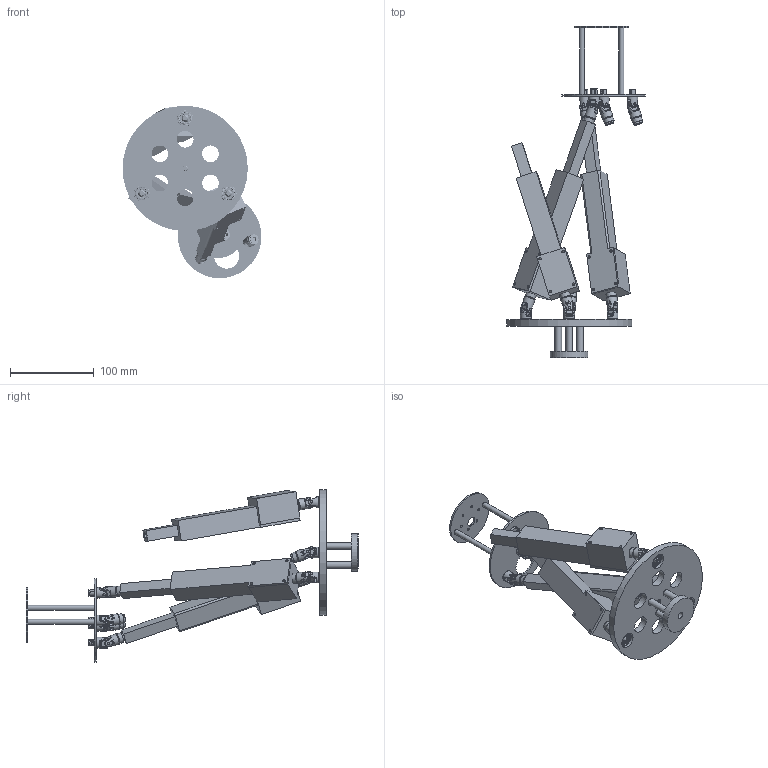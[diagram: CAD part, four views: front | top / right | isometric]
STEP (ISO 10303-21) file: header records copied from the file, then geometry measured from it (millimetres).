
FILE_DESCRIPTION(/* description */ (''),/* implementation_level */ '2;1');
FILE_NAME(/* name */ 'Linear Actuator.stp',/* time_stamp */ '2021-10-08T10:55:04+05:00',/* author */ ('techv'),/* organization */ (''),/* preprocessor_version */ 'ST-DEVELOPER v18.1',/* originating_system */ 'Autodesk Inventor 2021',/* authorisation */ '');
FILE_SCHEMA (('AUTOMOTIVE_DESIGN { 1 0 10303 214 3 1 1 }'));
Products named in the file (21): Linear Actuator; Cylinder; base; Cylinder_1; plunger; lead screw; BRACKET N-20 motor v2_Predeterminado; MicroGearmotor v3.ipt; as 1420 - 1973 - m3 x 6; Part5^Assem1 N20 motor and flange; coupler; Bearing3; BS 292 Part 1 - 61800 - 10 x 19 x 5; AS 1474 - M6; Capsule; platform; Craftsman Socket U-Joint_2; Craftsman Socket U-Joint Base; Craftsman Socket U-Joint Intermediate Body; Craftsman Socket U-Joint Drive; female joint for uv
Assembly tree (61 placements, depth 3):
  Linear Actuator
    Cylinder
    plunger  x3
    lead screw  x3
    BRACKET N-20 motor v2_Predeterminado  x3
    MicroGearmotor v3.ipt  x3
    as 1420 - 1973 - m3 x 6  x6
    Part5^Assem1 N20 motor and flange  x3
    coupler  x3
    Bearing3  x6
      BS 292 Part 1 - 61800 - 10 x 19 x 5
    AS 1474 - M6  x3
    Capsule  x3
    Craftsman Socket U-Joint_2  x8
      Craftsman Socket U-Joint Base
      Craftsman Socket U-Joint Intermediate Body
      Craftsman Socket U-Joint Drive
    female joint for uv  x8
    base
    Cylinder_1  x2
    platform
Bounding box: 166.34 x 397.56 x 206.43 mm (x, y, z)
Volume: 406883.1 mm3; surface area: 269864.4 mm2
Topology: 172 solids, 180 shells, 2913 faces, 7995 edges, 5416 vertices
Faces by surface type: plane 1226, cylinder 917, bspline 492, torus 122, cone 88, sphere 68
Full cylindrical faces by diameter (mm): 1 x9, 1.139 x18, 1.271 x6, 1.538 x6, 1.539 x12, 1.6 x12, 1.8 x6, 2 x3, 2.656 x90, 2.921 x48, 2.95 x12, 3 x146, 3.048 x16, 3.2 x9, 4 x3, 4.917 x3, 5 x14, 5.5 x6, 6 x9, 6.5 x8, 7 x3, 7.5 x9, 8 x7, 10 x17, 12 x13, 12.934 x12, 12.954 x16, 16.066 x12, 19 x12, 20 x6
Entity records: 34491 total; most frequent: CARTESIAN_POINT 17047, ORIENTED_EDGE 3500, DIRECTION 3288, EDGE_CURVE 1752, AXIS2_PLACEMENT_3D 1221, VERTEX_POINT 1208, LINE 846, VECTOR 846
